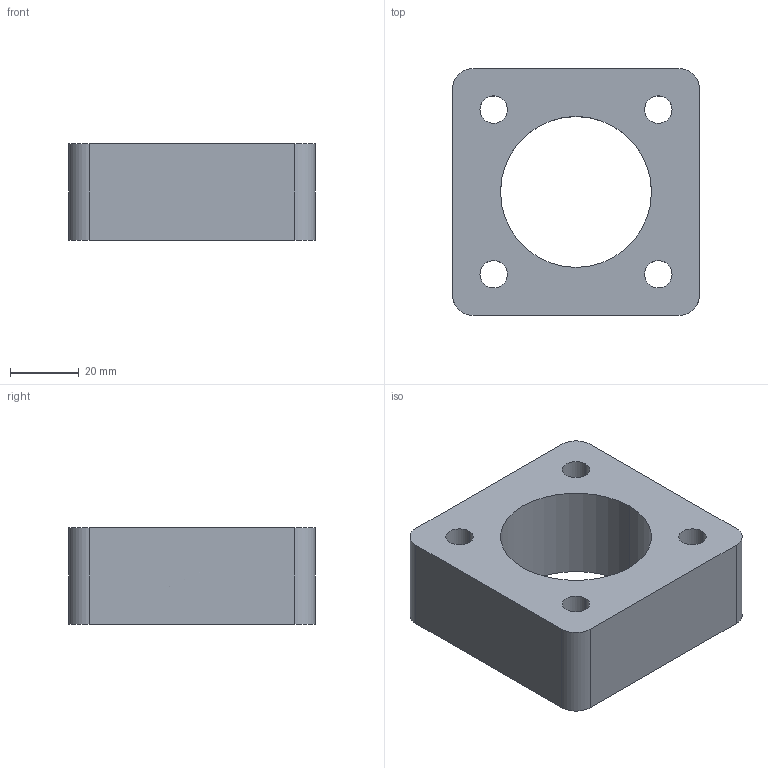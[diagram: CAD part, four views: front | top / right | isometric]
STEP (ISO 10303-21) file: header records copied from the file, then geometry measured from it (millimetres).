
FILE_DESCRIPTION((''),'2;1');
FILE_NAME('M0166-05-0001-00','2025-05-29T',('User'),(''),'PRO/ENGINEER BY PARAMETRIC TECHNOLOGY CORPORATION, 2007160','PRO/ENGINEER BY PARAMETRIC TECHNOLOGY CORPORATION, 2007160','');
FILE_SCHEMA(('CONFIG_CONTROL_DESIGN'));
Length unit declared in the file: millimetre
Products named in the file (1): M0166-05-0001-00
Bounding box: 72 x 72 x 28 mm (x, y, z)
Volume: 96082.1 mm3; surface area: 21323.9 mm2
Topology: 1 solids, 1 shells, 20 faces, 59 edges, 46 vertices
Faces by surface type: cylinder 14, plane 6
Entity records: 738 total; most frequent: DIRECTION 129, CARTESIAN_POINT 116, ORIENTED_EDGE 108, EDGE_CURVE 54, AXIS2_PLACEMENT_3D 49, VERTEX_POINT 36, VECTOR 31, LINE 31
